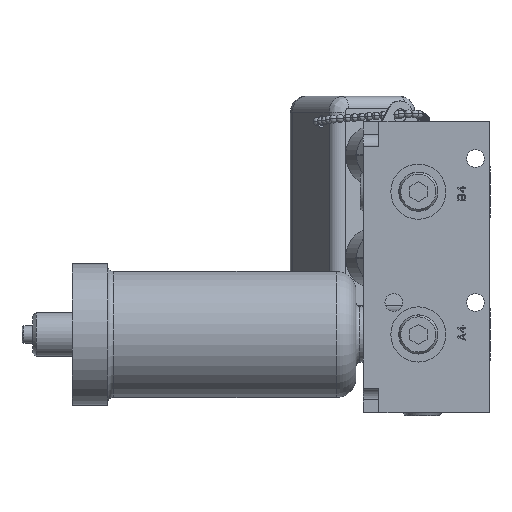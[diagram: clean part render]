
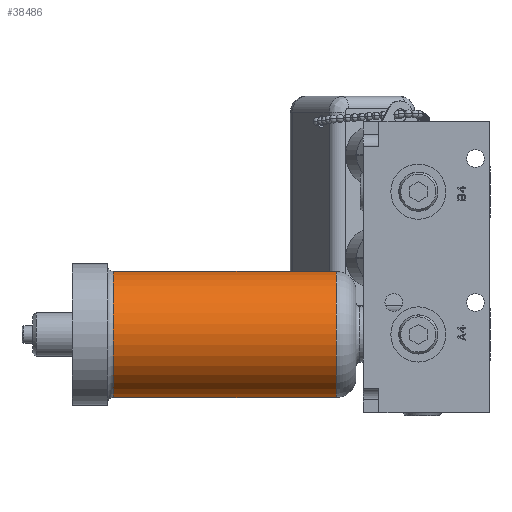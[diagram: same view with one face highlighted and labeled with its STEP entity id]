
A CAD part, left-side view. The second image highlights one B-rep face of the part: STEP entity #38486.
In plain terms, the highlighted cylindrical face has radius 25.4 mm (diameter 50.8 mm), a partial arc.
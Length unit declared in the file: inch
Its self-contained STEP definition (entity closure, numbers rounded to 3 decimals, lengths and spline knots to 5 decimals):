
#14191=DIRECTION('',(0.,1.,0.));
#14192=VECTOR('',#14191,3.536);
#14193=CARTESIAN_POINT('',(0.,2.425,-2.068));
#14194=LINE('',#14193,#14192);
#14200=DIRECTION('',(0.,1.,0.));
#14201=VECTOR('',#14200,3.536);
#14202=CARTESIAN_POINT('',(0.,2.425,-0.068));
#14203=LINE('',#14202,#14201);
#14204=CARTESIAN_POINT('',(0.,2.425,-1.068));
#14205=DIRECTION('',(0.,1.,0.));
#14206=DIRECTION('',(0.,0.,-1.));
#14207=AXIS2_PLACEMENT_3D('',#14204,#14205,#14206);
#14209=CARTESIAN_POINT('',(0.,5.961,-1.068));
#14210=DIRECTION('',(0.,1.,0.));
#14211=DIRECTION('',(0.,0.,-1.));
#14212=AXIS2_PLACEMENT_3D('',#14209,#14210,#14211);
#17693=CARTESIAN_POINT('',(0.,2.425,-2.068));
#17695=VERTEX_POINT('',#17693);
#17696=CARTESIAN_POINT('',(0.,5.961,-2.068));
#17697=VERTEX_POINT('',#17696);
#17713=CARTESIAN_POINT('',(0.,2.425,-0.068));
#17715=VERTEX_POINT('',#17713);
#17716=CARTESIAN_POINT('',(0.,5.961,-0.068));
#17717=VERTEX_POINT('',#17716);
#38474=CARTESIAN_POINT('',(0.,1.3482,-1.068));
#38475=DIRECTION('',(0.,1.,0.));
#38476=DIRECTION('',(0.,0.,-1.));
#38477=AXIS2_PLACEMENT_3D('',#38474,#38475,#38476);
#38478=CYLINDRICAL_SURFACE('',#38477,1.);
#38479=ORIENTED_EDGE('',*,*,#38457,.T.);
#38481=ORIENTED_EDGE('',*,*,#38480,.T.);
#38482=ORIENTED_EDGE('',*,*,#38460,.F.);
#38483=ORIENTED_EDGE('',*,*,#38417,.F.);
#38484=EDGE_LOOP('',(#38479,#38481,#38482,#38483));
#38485=FACE_OUTER_BOUND('',#38484,.F.);
#14208=CIRCLE('',#14207,1.);
#14213=CIRCLE('',#14212,1.);
#38417=EDGE_CURVE('',#17695,#17715,#14208,.T.);
#38457=EDGE_CURVE('',#17695,#17697,#14194,.T.);
#38460=EDGE_CURVE('',#17715,#17717,#14203,.T.);
#38480=EDGE_CURVE('',#17697,#17717,#14213,.T.);
#38486=ADVANCED_FACE('',(#38485),#38478,.T.);
